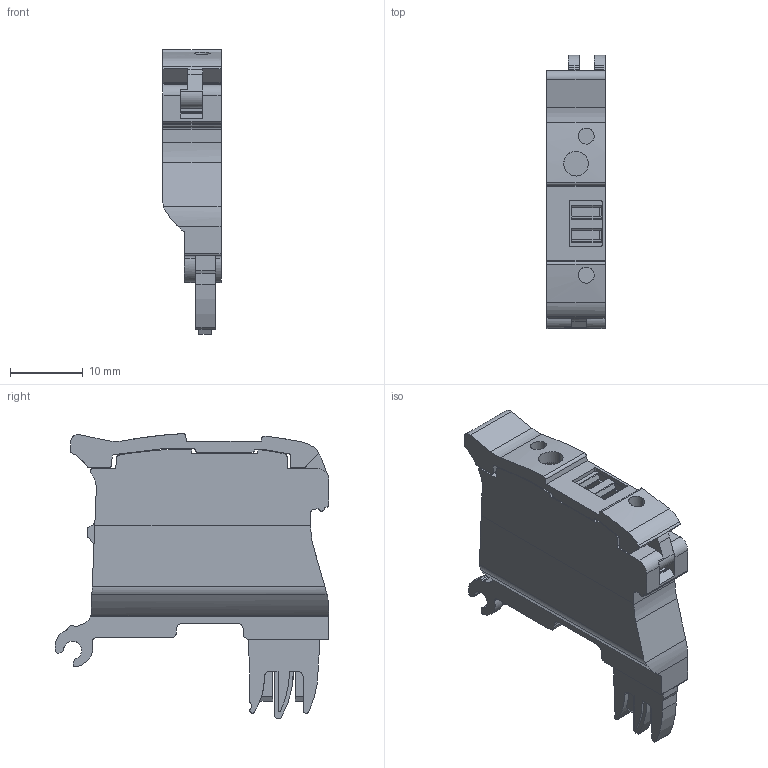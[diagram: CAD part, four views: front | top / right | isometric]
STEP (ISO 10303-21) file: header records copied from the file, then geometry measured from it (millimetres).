
FILE_DESCRIPTION(('CATIA V5R19 STEP'),'2;1');
FILE_NAME ('D1452178_0', '2014-10-13T08:40:47+00:00', ('Weidmueller Interface'), ('Weidmueller'), 'CATIA Version 5 Release 20 SP 5 (IN-10)', 'CATIA V5 STEP AP214', 'none');
FILE_SCHEMA(('AUTOMOTIVE_DESIGN { 1 0 10303 214 1 1 1 1 }'));
Length unit declared in the file: millimetre
Products named in the file (1): 1
Bounding box: 8 x 37.7 x 39.24 mm (x, y, z)
Volume: 5647.1 mm3; surface area: 3945.2 mm2
Topology: 1 solids, 1 shells, 277 faces, 853 edges, 577 vertices
Faces by surface type: cylinder 140, plane 137
Entity records: 10352 total; most frequent: CARTESIAN_POINT 2983, ORIENTED_EDGE 1706, DIRECTION 1249, EDGE_CURVE 853, VERTEX_POINT 577, VECTOR 530, LINE 530, AXIS2_PLACEMENT_3D 443
